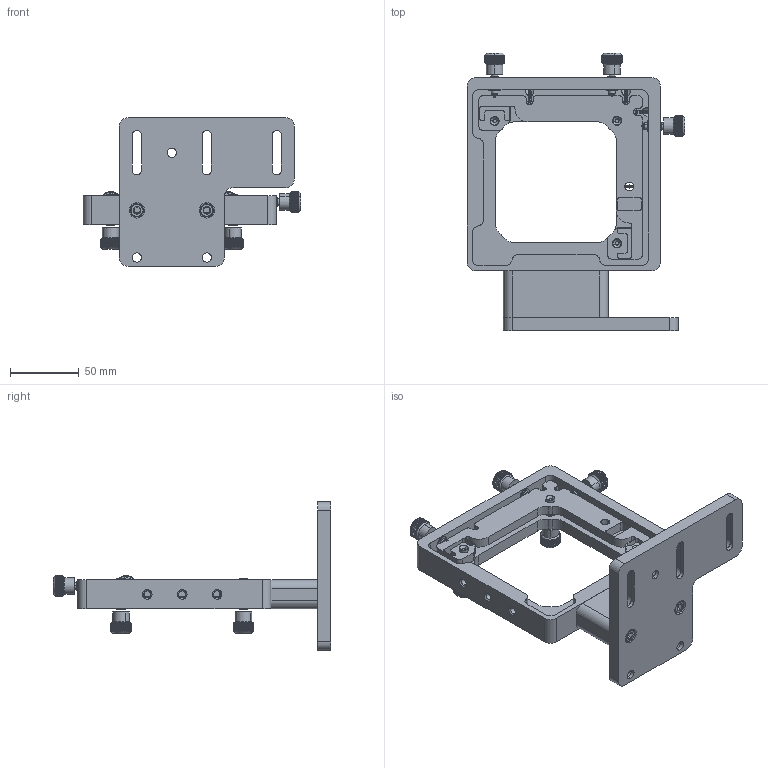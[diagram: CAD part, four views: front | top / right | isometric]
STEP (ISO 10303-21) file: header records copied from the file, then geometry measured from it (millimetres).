
FILE_DESCRIPTION (( 'STEP AP214' ), '1' );
FILE_NAME ('FP3-H425_A.STEP', '2023-03-22T11:11:32', ( '' ), ( '' ), 'SwSTEP 2.0', 'SolidWorks 2022', '' );
FILE_SCHEMA (( 'AUTOMOTIVE_DESIGN' ));
Length unit declared in the file: inch
Products named in the file (1): FP3-H425_A
Bounding box: 158.23 x 201.7 x 107.95 mm (x, y, z)
Surface area: 101519.5 mm2 (no closed solid volume)
Topology: 0 solids, 66 shells, 1225 faces, 5078 edges, 3573 vertices
Faces by surface type: plane 888, cylinder 224, cone 85, torus 16, bspline 12
Entity records: 76540 total; most frequent: CARTESIAN_POINT 20143, ORIENTED_EDGE 8269, DIRECTION 8066, EDGE_CURVE 5078, VERTEX_POINT 3573, AXIS2_PLACEMENT_3D 2818, VECTOR 2430, LINE 2430
